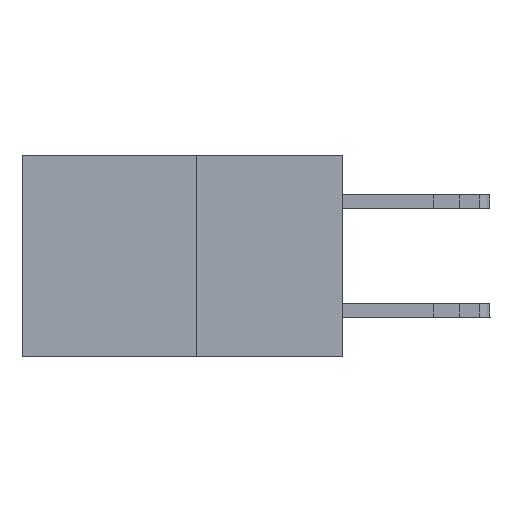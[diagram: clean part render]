
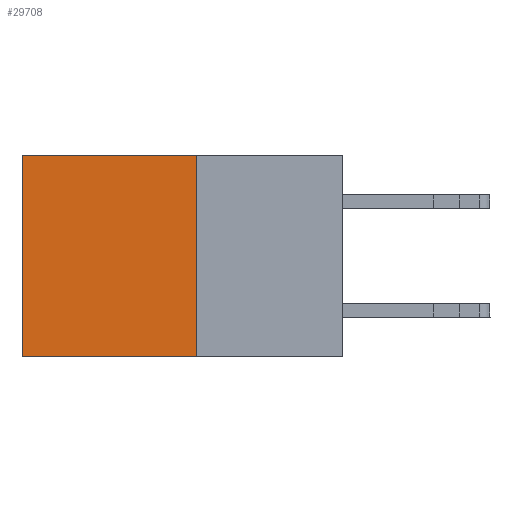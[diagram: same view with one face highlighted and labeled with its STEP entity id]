
A CAD part, left-side view. The second image highlights one B-rep face of the part: STEP entity #29708.
In plain terms, the highlighted planar face has unit normal (-1, 0, 0).
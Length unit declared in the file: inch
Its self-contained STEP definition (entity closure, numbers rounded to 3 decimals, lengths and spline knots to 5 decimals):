
#1232 = VECTOR ( 'NONE', #2452, 39.37008 ) ;
#1462 = VECTOR ( 'NONE', #20451, 39.37008 ) ;
#1484 = VERTEX_POINT ( 'NONE', #3272 ) ;
#1970 = DIRECTION ( 'NONE',  ( 0., 1., 0. ) ) ;
#1999 = LINE ( 'NONE', #26444, #1232 ) ;
#2452 = DIRECTION ( 'NONE',  ( 0., 1., 0. ) ) ;
#3272 = CARTESIAN_POINT ( 'NONE',  ( 0.277, 0.59, 0. ) ) ;
#3795 = FACE_OUTER_BOUND ( 'NONE', #7003, .T. ) ;
#4371 = CARTESIAN_POINT ( 'NONE',  ( 0.277, 0.27, 0. ) ) ;
#4465 = VERTEX_POINT ( 'NONE', #6879 ) ;
#4879 = VECTOR ( 'NONE', #7870, 39.37008 ) ;
#5250 = AXIS2_PLACEMENT_3D ( 'NONE', #29594, #27296, #12911 ) ;
#5473 = CARTESIAN_POINT ( 'NONE',  ( 0.277, 0.27, -0.37 ) ) ;
#5992 = VERTEX_POINT ( 'NONE', #21755 ) ;
#6879 = CARTESIAN_POINT ( 'NONE',  ( 0.277, 0.27, -0.37 ) ) ;
#7003 = EDGE_LOOP ( 'NONE', ( #20190, #22923, #23308, #13980 ) ) ;
#7653 = CARTESIAN_POINT ( 'NONE',  ( 0.277, 0.59, -0.37 ) ) ;
#7828 = LINE ( 'NONE', #27548, #1462 ) ;
#7870 = DIRECTION ( 'NONE',  ( 0., 0., -1. ) ) ;
#7944 = LINE ( 'NONE', #4371, #24936 ) ;
#10475 = PLANE ( 'NONE',  #5250 ) ;
#11309 = EDGE_CURVE ( 'NONE', #4465, #30874, #1999, .T. ) ;
#11328 = LINE ( 'NONE', #5473, #4879 ) ;
#12911 = DIRECTION ( 'NONE',  ( 0., 0., -1. ) ) ;
#13980 = ORIENTED_EDGE ( 'NONE', *, *, #29315, .T. ) ;
#17745 = EDGE_CURVE ( 'NONE', #5992, #4465, #11328, .T. ) ;
#20190 = ORIENTED_EDGE ( 'NONE', *, *, #31076, .T. ) ;
#20451 = DIRECTION ( 'NONE',  ( 0., 0., -1. ) ) ;
#21755 = CARTESIAN_POINT ( 'NONE',  ( 0.277, 0.27, 0. ) ) ;
#22923 = ORIENTED_EDGE ( 'NONE', *, *, #11309, .F. ) ;
#23308 = ORIENTED_EDGE ( 'NONE', *, *, #17745, .F. ) ;
#24936 = VECTOR ( 'NONE', #1970, 39.37008 ) ;
#26444 = CARTESIAN_POINT ( 'NONE',  ( 0.277, 0.27, -0.37 ) ) ;
#27296 = DIRECTION ( 'NONE',  ( 1., 0., 0. ) ) ;
#27548 = CARTESIAN_POINT ( 'NONE',  ( 0.277, 0.59, -0.37 ) ) ;
#29315 = EDGE_CURVE ( 'NONE', #5992, #1484, #7944, .T. ) ;
#29594 = CARTESIAN_POINT ( 'NONE',  ( 0.277, 0.27, -0.37 ) ) ;
#29708 = ADVANCED_FACE ( 'NONE', ( #3795 ), #10475, .F. ) ;
#30874 = VERTEX_POINT ( 'NONE', #7653 ) ;
#31076 = EDGE_CURVE ( 'NONE', #1484, #30874, #7828, .T. ) ;
